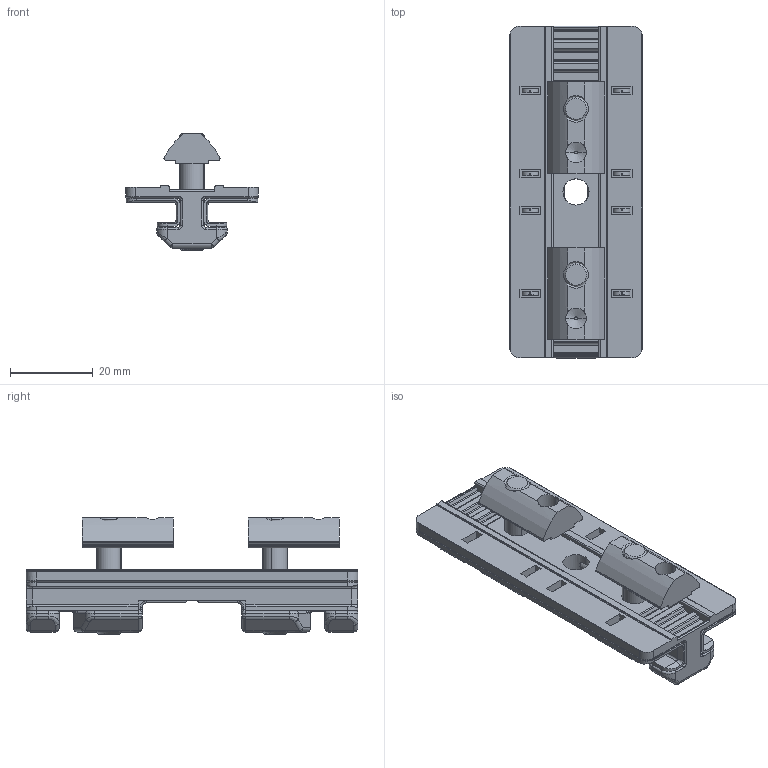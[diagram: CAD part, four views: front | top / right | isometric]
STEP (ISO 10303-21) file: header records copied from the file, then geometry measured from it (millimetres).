
FILE_DESCRIPTION (( 'STEP AP203' ), '1' );
FILE_NAME ('151168.step', '2021-06-03T16:30:52', ( '' ), ( '' ), 'SwSTEP 2.0', 'SolidWorks 2021', '' );
FILE_SCHEMA (( 'CONFIG_CONTROL_DESIGN' ));
Length unit declared in the file: millimetre
Products named in the file (1): 151168
Bounding box: 32 x 80 x 28 mm (x, y, z)
Volume: 18261.9 mm3; surface area: 19920.9 mm2
Topology: 9 solids, 9 shells, 657 faces, 1698 edges, 1036 vertices
Faces by surface type: plane 259, cylinder 254, torus 68, bspline 28, cone 28, sphere 20
Entity records: 21875 total; most frequent: CARTESIAN_POINT 5968, ORIENTED_EDGE 3356, DIRECTION 3326, EDGE_CURVE 1678, AXIS2_PLACEMENT_3D 1192, VERTEX_POINT 1036, LINE 942, VECTOR 942
